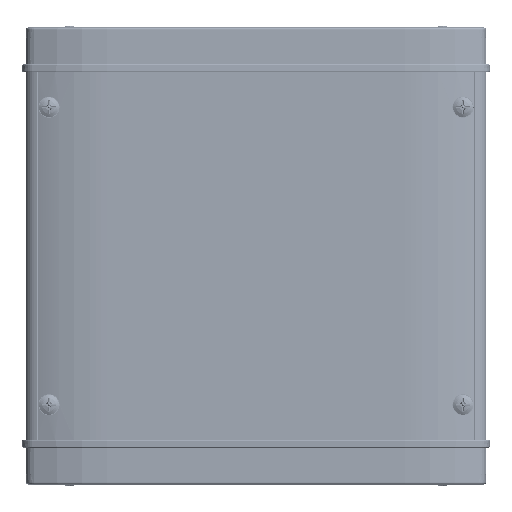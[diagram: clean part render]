
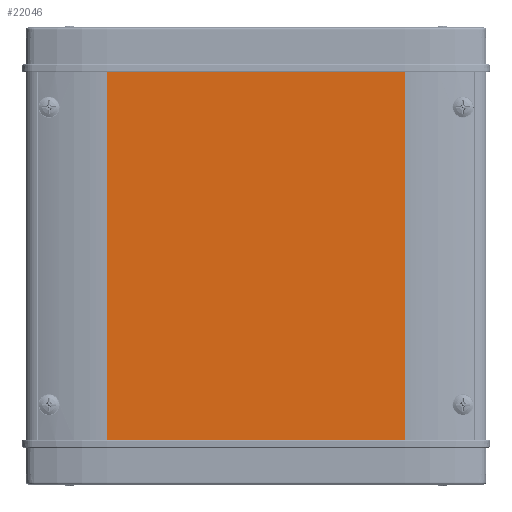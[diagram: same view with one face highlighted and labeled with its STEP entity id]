
A CAD part, left-side view. The second image highlights one B-rep face of the part: STEP entity #22046.
In plain terms, the highlighted planar face has unit normal (-1, 0, 0).
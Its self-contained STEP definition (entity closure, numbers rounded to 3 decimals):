
#700=PLANE('',#23491);
#1855=LINE('',#32330,#3740);
#1871=LINE('',#32417,#3756);
#2226=LINE('',#33169,#4111);
#2227=LINE('',#33171,#4112);
#3740=VECTOR('',#25630,10.);
#3756=VECTOR('',#25704,10.);
#4111=VECTOR('',#26349,10.);
#4112=VECTOR('',#26352,10.);
#5563=FACE_OUTER_BOUND('',#6729,.T.);
#6729=EDGE_LOOP('',(#16079,#16080,#16081,#16082));
#9569=VERTEX_POINT('',#32327);
#9570=VERTEX_POINT('',#32329);
#9611=VERTEX_POINT('',#32414);
#9612=VERTEX_POINT('',#32416);
#11827=EDGE_CURVE('',#9570,#9569,#1855,.T.);
#11871=EDGE_CURVE('',#9612,#9611,#1871,.T.);
#12250=EDGE_CURVE('',#9570,#9611,#2226,.T.);
#12251=EDGE_CURVE('',#9569,#9612,#2227,.T.);
#16079=ORIENTED_EDGE('',*,*,#11827,.T.);
#16080=ORIENTED_EDGE('',*,*,#12251,.T.);
#16081=ORIENTED_EDGE('',*,*,#11871,.T.);
#16082=ORIENTED_EDGE('',*,*,#12250,.F.);
#22046=ADVANCED_FACE('',(#5563),#700,.T.);
#23491=AXIS2_PLACEMENT_3D('',#33170,#26350,#26351);
#25630=DIRECTION('',(0.,-1.,0.));
#25704=DIRECTION('',(0.,1.,0.));
#26349=DIRECTION('',(0.,0.,1.));
#26350=DIRECTION('center_axis',(-1.,0.,0.));
#26351=DIRECTION('ref_axis',(0.,0.,1.));
#26352=DIRECTION('',(0.,0.,1.));
#32327=CARTESIAN_POINT('',(2.,-60.075,-74.2));
#32329=CARTESIAN_POINT('',(2.,60.075,-74.2));
#32330=CARTESIAN_POINT('',(2.,19.963,-74.2));
#32414=CARTESIAN_POINT('',(2.,60.075,74.2));
#32416=CARTESIAN_POINT('',(2.,-60.075,74.2));
#32417=CARTESIAN_POINT('',(2.,-80.038,74.2));
#33169=CARTESIAN_POINT('',(2.,60.075,0.));
#33170=CARTESIAN_POINT('Origin',(2.,-60.075,0.));
#33171=CARTESIAN_POINT('',(2.,-60.075,0.));
